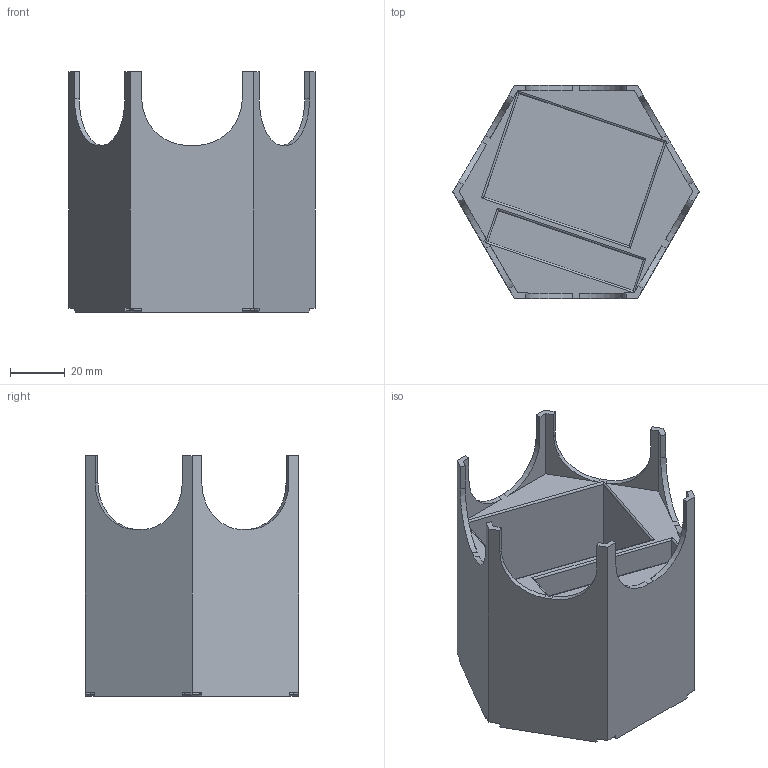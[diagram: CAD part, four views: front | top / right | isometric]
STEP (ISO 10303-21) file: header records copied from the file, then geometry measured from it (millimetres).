
FILE_DESCRIPTION(('FreeCAD Model'),'2;1');
FILE_NAME('Open CASCADE Shape Model','2025-08-02T02:18:18',(''),(''), 'Open CASCADE STEP processor 7.8','FreeCAD','Unknown');
FILE_SCHEMA(('AUTOMOTIVE_DESIGN { 1 0 10303 214 1 1 1 1 }'));
Length unit declared in the file: millimetre
Products named in the file (1): Body
Bounding box: 90 x 77.94 x 88 mm (x, y, z)
Volume: 149853.6 mm3; surface area: 50853.3 mm2
Topology: 1 solids, 1 shells, 122 faces, 328 edges, 210 vertices
Faces by surface type: plane 102, cylinder 20
Entity records: 3758 total; most frequent: CARTESIAN_POINT 661, ORIENTED_EDGE 656, DIRECTION 606, EDGE_CURVE 328, LINE 296, VECTOR 296, VERTEX_POINT 210, AXIS2_PLACEMENT_3D 155
